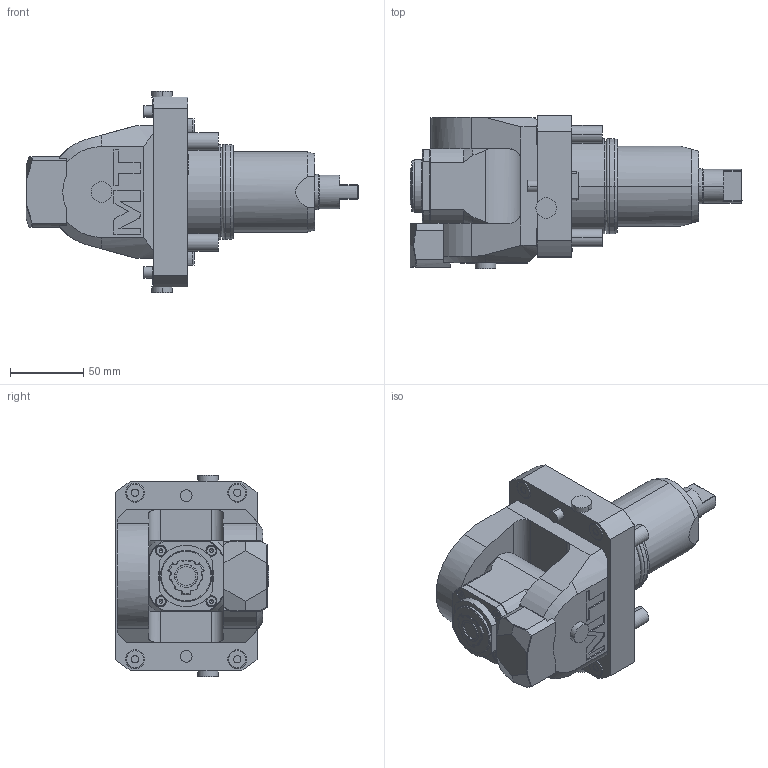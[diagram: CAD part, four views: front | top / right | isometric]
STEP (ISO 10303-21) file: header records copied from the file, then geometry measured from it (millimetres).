
FILE_DESCRIPTION((''),'2;1');
FILE_NAME('NKM0805220_CONF','2024-12-12T08:25:23',('smalpassi'),('M.T. srl'),'CREO PARAMETRIC BY PTC INC, 2023352','CREO PARAMETRIC BY PTC INC, 2023352','');
FILE_SCHEMA(('CONFIG_CONTROL_DESIGN'));
Length unit declared in the file: millimetre
Products named in the file (1): NKM0805220_CONF
Bounding box: 227.2 x 105 x 138 mm (x, y, z)
Volume: 1031199 mm3; surface area: 99760.8 mm2
Topology: 1 solids, 1 shells, 457 faces, 1137 edges, 728 vertices
Faces by surface type: plane 191, cylinder 154, cone 69, torus 27, bspline 10, extrusion 4, sphere 2
Entity records: 15362 total; most frequent: CARTESIAN_POINT 4450, DIRECTION 2261, ORIENTED_EDGE 2258, EDGE_CURVE 1129, AXIS2_PLACEMENT_3D 860, VERTEX_POINT 728, VECTOR 541, LINE 537
